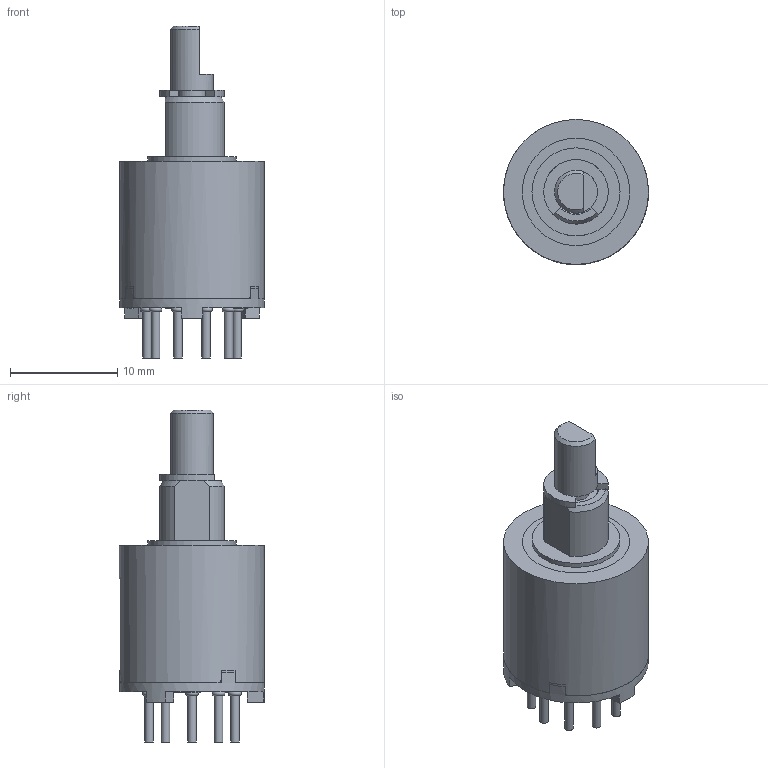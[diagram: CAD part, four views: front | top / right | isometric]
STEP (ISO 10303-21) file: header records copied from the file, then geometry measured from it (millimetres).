
FILE_DESCRIPTION (( 'STEP AP203' ), '1' );
FILE_NAME ('(-22) 5Ï 32 47.STEP', '2020-01-15T02:18:40', ( '' ), ( '' ), 'SwSTEP 2.0', 'SolidWorks 2017', '' );
FILE_SCHEMA (( 'CONFIG_CONTROL_DESIGN' ));
Length unit declared in the file: millimetre
Products named in the file (30): (-22) 5Ï 32 47; 淘 7.732.016 暑眚嚓騙牔ぅ氅; ÌÔ 8.383.012 Ïðóæèíà1_‘¦ â ï; ÔÈÌÄ.741478.008 Ïëàòà; ﾘ瑩韭 2G10 +5 ﾃﾎﾑﾒ 3722-2014; ÔÈÌÄ.301111.008 Êîðïóñ â ñáîðå1 ; ÔÈÌÄ.301111.009 Êîðïóñ1_„«ï á¡®àª¨; ÔÈÌÄ.715111.007 Ðîëèê êîíòàêòíûé; 杬 8.362.006 婰膲僗闉; ÔÈÌÄ.685121.011 Âàë ñ ðîòîðîì1_”ˆŒ„.6851121.011-02; Ïðåññ-ìàòåðèàë ÄÑÂ-2-0 ÃÎÑÒ 17478-9151; ﾔﾈﾌﾄ.715313.006 ﾂ琿; ÔÈÌÄ.713121.005 Âòóëêà1_¤«ï á¡®àª¨; Ïðåññ-ìàòåðèàë ÄÑÂ-2-Ë ÃÎÑÒ 17478-915; ÔÈÌÄ.685113.006 Ïëàòà ñ êîíòàêòàìè; ÌÔ 8.389.000 Ïðóæèíà_¤«ï á¡®àª¨; 匀棠.303659.006 隅咫 翳犟圉梃1_攬寗.303659.006-02; 釔 8.362.003 婰膲僗闉; ÔÈÌÄ.754175.002 Êîëüöî óïëîòíèòåëüíîå1_¤«ï á¡®àª¨; 淘 8.245.000 暑朦鲱_寯 8.245.000-09
Assembly tree (22 placements, depth 5):
  (-22) 5Ï 32 47
    匀棠.303659.006 隅咫 翳犟圉梃1_攬寗.303659.006-02
      ÔÈÌÄ.301111.008 Êîðïóñ â ñáîðå1 
        ÔÈÌÄ.301111.009 Êîðïóñ1_„«ï á¡®àª¨
          ÔÈÌÄ.713121.005 Âòóëêà1_¤«ï á¡®àª¨
          Ïðåññ-ìàòåðèàë ÄÑÂ-2-Ë ÃÎÑÒ 17478-915
      ÔÈÌÄ.685121.011 Âàë ñ ðîòîðîì1_”ˆŒ„.6851121.011-02
        ﾔﾈﾌﾄ.715313.006 ﾂ琿
      淘 8.245.000 暑朦鲱_寯 8.245.000-09
      ÔÈÌÄ.754175.002 Êîëüöî óïëîòíèòåëüíîå1_¤«ï á¡®àª¨
      ÔÈÌÄ.754175.002 Êîëüöî óïëîòíèòåëüíîå1_¤«ï á¡®àª¨
    ÔÈÌÄ.685113.006 Ïëàòà ñ êîíòàêòàìè
      ÔÈÌÄ.741478.008 Ïëàòà
      淘 7.732.016 暑眚嚓騙牔ぅ氅
      淘 7.732.016 暑眚嚓騙牔ぅ氅
      淘 7.732.016 暑眚嚓騙牔ぅ氅
      淘 7.732.016 暑眚嚓騙牔ぅ氅
      淘 7.732.016 暑眚嚓騙牔ぅ氅
      淘 7.732.016 暑眚嚓騙牔ぅ氅
      淘 7.732.016 暑眚嚓騙牔ぅ氅
      淘 7.732.016 暑眚嚓騙牔ぅ氅
      淘 7.732.016 暑眚嚓騙牔ぅ氅
      淘 7.732.016 暑眚嚓騙牔ぅ氅
  ÌÔ 8.383.012 Ïðóæèíà1_‘¦ â ï
  ﾘ瑩韭 2G10 +5 ﾃﾎﾑﾒ 3722-2014
  ÔÈÌÄ.715111.007 Ðîëèê êîíòàêòíûé
  杬 8.362.006 婰膲僗闉
Bounding box: 13.5 x 13.5 x 30.9 mm (x, y, z)
Volume: 869.7 mm3; surface area: 2359.1 mm2
Topology: 17 solids, 17 shells, 208 faces, 487 edges, 322 vertices
Faces by surface type: plane 101, cylinder 68, bspline 23, torus 13, cone 3
Full cylindrical faces by diameter (mm): 0.8 x30, 2.45 x4, 2.5 x1, 4 x6, 8.2 x1, 10 x2, 12 x1, 13.5 x2
Entity records: 9767 total; most frequent: CARTESIAN_POINT 2385, DIRECTION 918, ORIENTED_EDGE 804, EDGE_CURVE 402, AXIS2_PLACEMENT_3D 363, EDGE_LOOP 306, VERTEX_POINT 298, FACE_OUTER_BOUND 268
